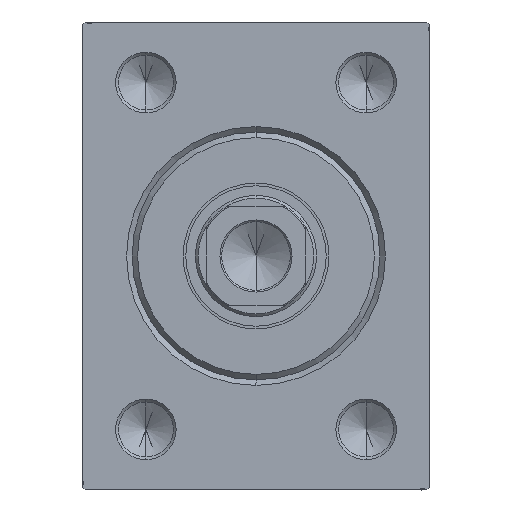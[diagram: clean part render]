
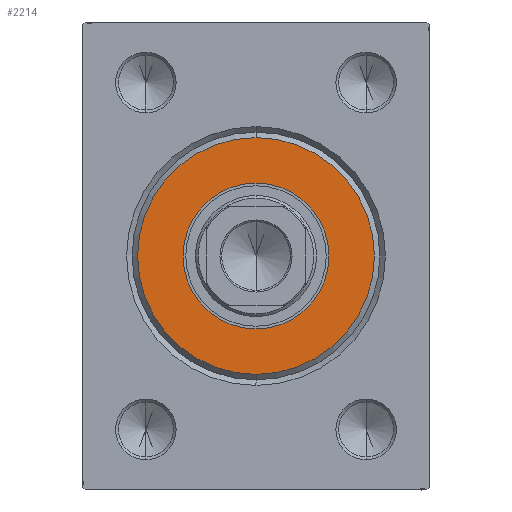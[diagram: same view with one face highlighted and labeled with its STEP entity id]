
A CAD part, left-side view. The second image highlights one B-rep face of the part: STEP entity #2214.
In plain terms, the highlighted face is planar.
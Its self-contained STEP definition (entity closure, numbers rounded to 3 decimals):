
#1141 = EDGE_LOOP ( 'NONE', ( #27399, #37968 ) ) ;
#2162 = AXIS2_PLACEMENT_3D ( 'NONE', #21727, #21950, #39364 ) ;
#2214 = ADVANCED_FACE ( 'NONE', ( #44335, #9941 ), #23083, .T. ) ;
#3480 = CIRCLE ( 'NONE', #32369, 21.5 ) ;
#3909 = CIRCLE ( 'NONE', #16213, 13.25 ) ;
#4769 = EDGE_CURVE ( 'NONE', #29005, #12211, #23838, .T. ) ;
#5602 = ORIENTED_EDGE ( 'NONE', *, *, #24093, .F. ) ;
#6967 = DIRECTION ( 'NONE',  ( 1., 0., 0. ) ) ;
#7297 = DIRECTION ( 'NONE',  ( 1., 0., 0. ) ) ;
#8577 = AXIS2_PLACEMENT_3D ( 'NONE', #37763, #12898, #40261 ) ;
#9580 = CARTESIAN_POINT ( 'NONE',  ( 3., 0., 0. ) ) ;
#9941 = FACE_BOUND ( 'NONE', #18532, .T. ) ;
#12211 = VERTEX_POINT ( 'NONE', #36163 ) ;
#12898 = DIRECTION ( 'NONE',  ( 1., 0., 0. ) ) ;
#12965 = EDGE_CURVE ( 'NONE', #26001, #27638, #16730, .T. ) ;
#16213 = AXIS2_PLACEMENT_3D ( 'NONE', #24615, #6967, #24383 ) ;
#16730 = CIRCLE ( 'NONE', #28276, 13.25 ) ;
#18532 = EDGE_LOOP ( 'NONE', ( #5602, #41199 ) ) ;
#19750 = CARTESIAN_POINT ( 'NONE',  ( 3., 0., 21.5 ) ) ;
#19796 = CARTESIAN_POINT ( 'NONE',  ( 3., 0., -13.25 ) ) ;
#19979 = DIRECTION ( 'NONE',  ( 0., 0., -1. ) ) ;
#21727 = CARTESIAN_POINT ( 'NONE',  ( 3., 0., 0. ) ) ;
#21950 = DIRECTION ( 'NONE',  ( 1., 0., 0. ) ) ;
#23083 = PLANE ( 'NONE',  #8577 ) ;
#23838 = CIRCLE ( 'NONE', #2162, 21.5 ) ;
#24093 = EDGE_CURVE ( 'NONE', #27638, #26001, #3909, .T. ) ;
#24383 = DIRECTION ( 'NONE',  ( 0., 0., -1. ) ) ;
#24615 = CARTESIAN_POINT ( 'NONE',  ( 3., 0., 0. ) ) ;
#26001 = VERTEX_POINT ( 'NONE', #29262 ) ;
#27399 = ORIENTED_EDGE ( 'NONE', *, *, #4769, .T. ) ;
#27638 = VERTEX_POINT ( 'NONE', #19796 ) ;
#28276 = AXIS2_PLACEMENT_3D ( 'NONE', #31495, #7297, #38720 ) ;
#29005 = VERTEX_POINT ( 'NONE', #19750 ) ;
#29262 = CARTESIAN_POINT ( 'NONE',  ( 3., 0., 13.25 ) ) ;
#31495 = CARTESIAN_POINT ( 'NONE',  ( 3., 0., 0. ) ) ;
#32369 = AXIS2_PLACEMENT_3D ( 'NONE', #9580, #37625, #19979 ) ;
#36139 = EDGE_CURVE ( 'NONE', #12211, #29005, #3480, .T. ) ;
#36163 = CARTESIAN_POINT ( 'NONE',  ( 3., 0., -21.5 ) ) ;
#37625 = DIRECTION ( 'NONE',  ( 1., 0., 0. ) ) ;
#37763 = CARTESIAN_POINT ( 'NONE',  ( 3., 0., 0. ) ) ;
#37968 = ORIENTED_EDGE ( 'NONE', *, *, #36139, .T. ) ;
#38720 = DIRECTION ( 'NONE',  ( 0., 0., -1. ) ) ;
#39364 = DIRECTION ( 'NONE',  ( 0., 0., -1. ) ) ;
#40261 = DIRECTION ( 'NONE',  ( 0., 0., -1. ) ) ;
#41199 = ORIENTED_EDGE ( 'NONE', *, *, #12965, .F. ) ;
#44335 = FACE_OUTER_BOUND ( 'NONE', #1141, .T. ) ;
